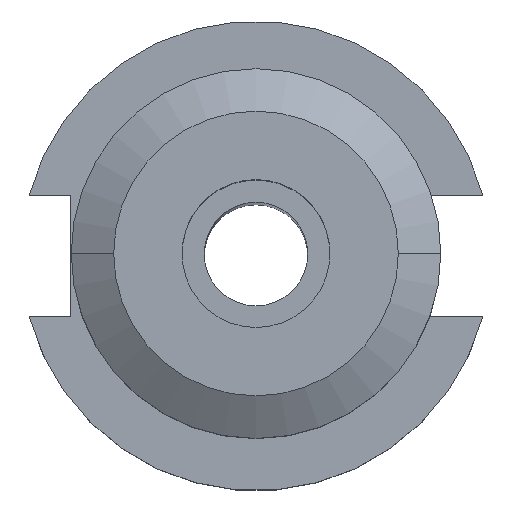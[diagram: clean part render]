
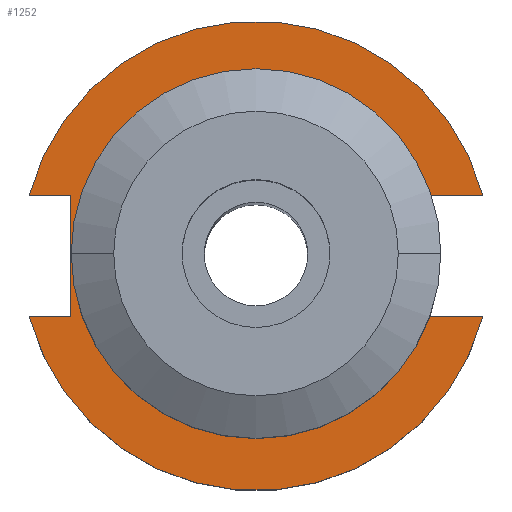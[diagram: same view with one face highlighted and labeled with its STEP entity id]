
A CAD part, top view. The second image highlights one B-rep face of the part: STEP entity #1252.
In plain terms, the highlighted planar face has unit normal (0, 0, 1).
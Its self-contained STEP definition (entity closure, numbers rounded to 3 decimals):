
#10 = CARTESIAN_POINT ( 'NONE',  ( 22.606, -8.191, 19.05 ) ) ;
#12 = CARTESIAN_POINT ( 'NONE',  ( 22.606, -4.373, 19.05 ) ) ;
#54 = LINE ( 'NONE', #427, #1356 ) ;
#67 = CIRCLE ( 'NONE', #716, 23.025 ) ;
#96 = CIRCLE ( 'NONE', #1429, 31.75 ) ;
#115 = DIRECTION ( 'NONE',  ( -1., 0., 0. ) ) ;
#122 = DIRECTION ( 'NONE',  ( 0., 0., -1. ) ) ;
#126 = DIRECTION ( 'NONE',  ( 1., 0., 0. ) ) ;
#129 = EDGE_LOOP ( 'NONE', ( #632, #968, #983, #1730, #1698, #895, #704, #320, #1134, #460, #725 ) ) ;
#145 = DIRECTION ( 'NONE',  ( -1., 0., 0. ) ) ;
#163 = CARTESIAN_POINT ( 'NONE',  ( -25.091, -8.191, 19.05 ) ) ;
#179 = VECTOR ( 'NONE', #1704, 1000. ) ;
#199 = LINE ( 'NONE', #270, #964 ) ;
#223 = DIRECTION ( 'NONE',  ( 0., -1., 0. ) ) ;
#234 = EDGE_CURVE ( 'NONE', #1581, #1470, #1693, .T. ) ;
#253 = VERTEX_POINT ( 'NONE', #10 ) ;
#270 = CARTESIAN_POINT ( 'NONE',  ( -61.091, 8.191, 19.05 ) ) ;
#284 = LINE ( 'NONE', #1517, #541 ) ;
#294 = DIRECTION ( 'NONE',  ( 1., 0., 0. ) ) ;
#320 = ORIENTED_EDGE ( 'NONE', *, *, #1684, .T. ) ;
#334 = LINE ( 'NONE', #787, #1810 ) ;
#355 = VERTEX_POINT ( 'NONE', #12 ) ;
#406 = DIRECTION ( 'NONE',  ( 1., 0., 0. ) ) ;
#417 = PLANE ( 'NONE',  #1533 ) ;
#419 = DIRECTION ( 'NONE',  ( 0., 0., -1. ) ) ;
#427 = CARTESIAN_POINT ( 'NONE',  ( 0., -8.191, 19.05 ) ) ;
#460 = ORIENTED_EDGE ( 'NONE', *, *, #1590, .T. ) ;
#538 = CARTESIAN_POINT ( 'NONE',  ( -30.675, 8.191, 19.05 ) ) ;
#541 = VECTOR ( 'NONE', #223, 1000. ) ;
#544 = VERTEX_POINT ( 'NONE', #1103 ) ;
#553 = CARTESIAN_POINT ( 'NONE',  ( 0., 0., 19.05 ) ) ;
#558 = CARTESIAN_POINT ( 'NONE',  ( 0., 0., 19.05 ) ) ;
#560 = CARTESIAN_POINT ( 'NONE',  ( -25.091, 8.191, 19.05 ) ) ;
#562 = CARTESIAN_POINT ( 'NONE',  ( 22.606, 22.225, 19.05 ) ) ;
#573 = EDGE_CURVE ( 'NONE', #1245, #727, #1435, .T. ) ;
#632 = ORIENTED_EDGE ( 'NONE', *, *, #973, .T. ) ;
#663 = LINE ( 'NONE', #562, #179 ) ;
#675 = CARTESIAN_POINT ( 'NONE',  ( -61.091, -8.191, 19.05 ) ) ;
#692 = DIRECTION ( 'NONE',  ( -1., 0., 0. ) ) ;
#693 = CARTESIAN_POINT ( 'NONE',  ( 0., 0., 19.05 ) ) ;
#704 = ORIENTED_EDGE ( 'NONE', *, *, #1155, .T. ) ;
#716 = AXIS2_PLACEMENT_3D ( 'NONE', #558, #1279, #1718 ) ;
#725 = ORIENTED_EDGE ( 'NONE', *, *, #1778, .F. ) ;
#727 = VERTEX_POINT ( 'NONE', #1413 ) ;
#731 = VERTEX_POINT ( 'NONE', #760 ) ;
#760 = CARTESIAN_POINT ( 'NONE',  ( 22.606, 4.373, 19.05 ) ) ;
#776 = DIRECTION ( 'NONE',  ( 0., 1., 0. ) ) ;
#787 = CARTESIAN_POINT ( 'NONE',  ( 22.606, 22.225, 19.05 ) ) ;
#802 = VECTOR ( 'NONE', #115, 1000. ) ;
#811 = FACE_OUTER_BOUND ( 'NONE', #129, .T. ) ;
#858 = DIRECTION ( 'NONE',  ( 0., 0., 1. ) ) ;
#866 = EDGE_CURVE ( 'NONE', #544, #731, #1476, .T. ) ;
#875 = EDGE_CURVE ( 'NONE', #355, #544, #67, .T. ) ;
#895 = ORIENTED_EDGE ( 'NONE', *, *, #1283, .T. ) ;
#897 = DIRECTION ( 'NONE',  ( 1., 0., 0. ) ) ;
#898 = EDGE_CURVE ( 'NONE', #731, #727, #663, .T. ) ;
#904 = DIRECTION ( 'NONE',  ( 0., 0., 1. ) ) ;
#925 = CIRCLE ( 'NONE', #1691, 31.75 ) ;
#928 = VERTEX_POINT ( 'NONE', #1568 ) ;
#964 = VECTOR ( 'NONE', #406, 1000. ) ;
#968 = ORIENTED_EDGE ( 'NONE', *, *, #875, .T. ) ;
#973 = EDGE_CURVE ( 'NONE', #253, #355, #334, .T. ) ;
#983 = ORIENTED_EDGE ( 'NONE', *, *, #866, .T. ) ;
#992 = CARTESIAN_POINT ( 'NONE',  ( 30.675, 8.191, 19.05 ) ) ;
#1008 = CARTESIAN_POINT ( 'NONE',  ( 0., 22.225, 19.05 ) ) ;
#1048 = CARTESIAN_POINT ( 'NONE',  ( -30.675, -8.191, 19.05 ) ) ;
#1059 = CARTESIAN_POINT ( 'NONE',  ( 0., 0., 19.05 ) ) ;
#1103 = CARTESIAN_POINT ( 'NONE',  ( -23.025, 0., 19.05 ) ) ;
#1121 = VERTEX_POINT ( 'NONE', #538 ) ;
#1123 = DIRECTION ( 'NONE',  ( 1., 0., 0. ) ) ;
#1134 = ORIENTED_EDGE ( 'NONE', *, *, #234, .F. ) ;
#1155 = EDGE_CURVE ( 'NONE', #1121, #1228, #199, .T. ) ;
#1214 = AXIS2_PLACEMENT_3D ( 'NONE', #553, #419, #692 ) ;
#1228 = VERTEX_POINT ( 'NONE', #560 ) ;
#1245 = VERTEX_POINT ( 'NONE', #992 ) ;
#1252 = ADVANCED_FACE ( 'NONE', ( #811 ), #417, .F. ) ;
#1279 = DIRECTION ( 'NONE',  ( 0., 0., -1. ) ) ;
#1283 = EDGE_CURVE ( 'NONE', #1245, #1121, #96, .T. ) ;
#1313 = VECTOR ( 'NONE', #1123, 1000. ) ;
#1356 = VECTOR ( 'NONE', #126, 1000. ) ;
#1413 = CARTESIAN_POINT ( 'NONE',  ( 22.606, 8.191, 19.05 ) ) ;
#1429 = AXIS2_PLACEMENT_3D ( 'NONE', #693, #858, #294 ) ;
#1435 = LINE ( 'NONE', #1548, #802 ) ;
#1470 = VERTEX_POINT ( 'NONE', #163 ) ;
#1476 = CIRCLE ( 'NONE', #1214, 23.025 ) ;
#1517 = CARTESIAN_POINT ( 'NONE',  ( -25.091, 8.191, 19.05 ) ) ;
#1533 = AXIS2_PLACEMENT_3D ( 'NONE', #1008, #122, #145 ) ;
#1548 = CARTESIAN_POINT ( 'NONE',  ( 0., 8.191, 19.05 ) ) ;
#1568 = CARTESIAN_POINT ( 'NONE',  ( 30.675, -8.191, 19.05 ) ) ;
#1581 = VERTEX_POINT ( 'NONE', #1048 ) ;
#1590 = EDGE_CURVE ( 'NONE', #1581, #928, #925, .T. ) ;
#1684 = EDGE_CURVE ( 'NONE', #1228, #1470, #284, .T. ) ;
#1691 = AXIS2_PLACEMENT_3D ( 'NONE', #1059, #904, #897 ) ;
#1693 = LINE ( 'NONE', #675, #1313 ) ;
#1698 = ORIENTED_EDGE ( 'NONE', *, *, #573, .F. ) ;
#1704 = DIRECTION ( 'NONE',  ( 0., 1., 0. ) ) ;
#1718 = DIRECTION ( 'NONE',  ( -1., 0., 0. ) ) ;
#1730 = ORIENTED_EDGE ( 'NONE', *, *, #898, .T. ) ;
#1778 = EDGE_CURVE ( 'NONE', #253, #928, #54, .T. ) ;
#1810 = VECTOR ( 'NONE', #776, 1000. ) ;
